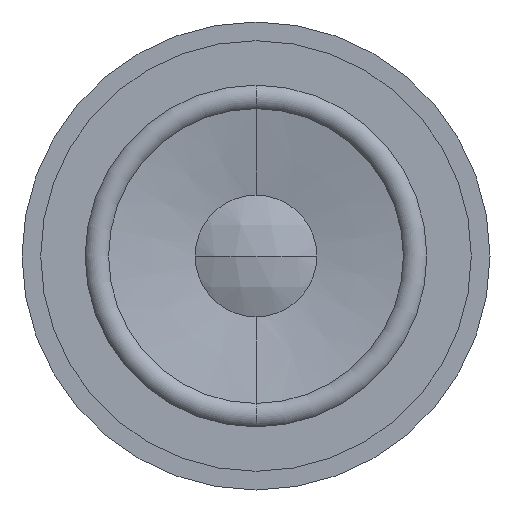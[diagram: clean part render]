
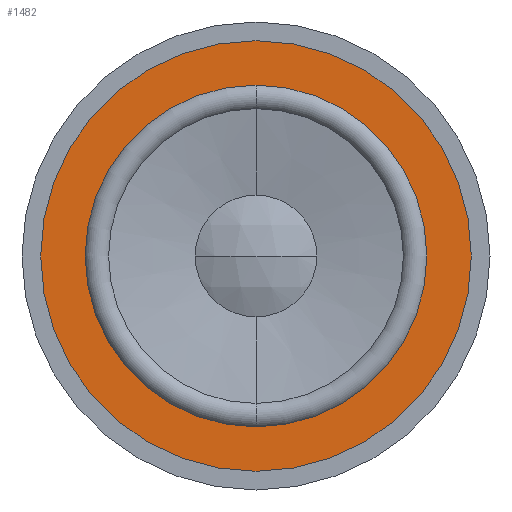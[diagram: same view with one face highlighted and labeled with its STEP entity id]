
A CAD part, front view. The second image highlights one B-rep face of the part: STEP entity #1482.
In plain terms, the highlighted planar face has unit normal (0, -1, 0).
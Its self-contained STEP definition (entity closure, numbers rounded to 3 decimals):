
#178 = EDGE_CURVE ( 'NONE', #7541, #6597, #1748, .T. ) ;
#392 = ORIENTED_EDGE ( 'NONE', *, *, #178, .T. ) ;
#1124 = CIRCLE ( 'NONE', #9095, 23. ) ;
#1482 = ADVANCED_FACE ( 'NONE', ( #8082, #4669 ), #8198, .T. ) ;
#1668 = ORIENTED_EDGE ( 'NONE', *, *, #8400, .F. ) ;
#1748 = CIRCLE ( 'NONE', #9898, 23. ) ;
#2301 = DIRECTION ( 'NONE',  ( 0., -1., 0. ) ) ;
#2311 = ORIENTED_EDGE ( 'NONE', *, *, #8962, .F. ) ;
#2467 = CARTESIAN_POINT ( 'NONE',  ( 0., 1.2, 0. ) ) ;
#2728 = CARTESIAN_POINT ( 'NONE',  ( 23., 1.2, 0. ) ) ;
#3236 = VERTEX_POINT ( 'NONE', #10637 ) ;
#3411 = DIRECTION ( 'NONE',  ( 0., 0., -1. ) ) ;
#3679 = DIRECTION ( 'NONE',  ( 0., -1., 0. ) ) ;
#4051 = VERTEX_POINT ( 'NONE', #8253 ) ;
#4669 = FACE_BOUND ( 'NONE', #10891, .T. ) ;
#4871 = DIRECTION ( 'NONE',  ( 0., 0., -1. ) ) ;
#5118 = CARTESIAN_POINT ( 'NONE',  ( 0., 1.2, 0. ) ) ;
#5308 = AXIS2_PLACEMENT_3D ( 'NONE', #8378, #3679, #7284 ) ;
#5723 = DIRECTION ( 'NONE',  ( 0., -1., 0. ) ) ;
#5914 = DIRECTION ( 'NONE',  ( 0., -1., 0. ) ) ;
#6000 = CARTESIAN_POINT ( 'NONE',  ( 0., 1.2, -23. ) ) ;
#6339 = DIRECTION ( 'NONE',  ( 0., -1., 0. ) ) ;
#6550 = CARTESIAN_POINT ( 'NONE',  ( 0., 1.2, 23. ) ) ;
#6597 = VERTEX_POINT ( 'NONE', #6000 ) ;
#6690 = ORIENTED_EDGE ( 'NONE', *, *, #7273, .T. ) ;
#7088 = EDGE_LOOP ( 'NONE', ( #6690, #392 ) ) ;
#7104 = DIRECTION ( 'NONE',  ( 0., 0., -1. ) ) ;
#7273 = EDGE_CURVE ( 'NONE', #6597, #7541, #1124, .T. ) ;
#7284 = DIRECTION ( 'NONE',  ( 0., 0., -1. ) ) ;
#7298 = CARTESIAN_POINT ( 'NONE',  ( 0., 1.2, 0. ) ) ;
#7541 = VERTEX_POINT ( 'NONE', #6550 ) ;
#8082 = FACE_OUTER_BOUND ( 'NONE', #7088, .T. ) ;
#8198 = PLANE ( 'NONE',  #9258 ) ;
#8253 = CARTESIAN_POINT ( 'NONE',  ( 0., 1.2, -18.25 ) ) ;
#8378 = CARTESIAN_POINT ( 'NONE',  ( 0., 1.2, 0. ) ) ;
#8400 = EDGE_CURVE ( 'NONE', #3236, #4051, #11033, .T. ) ;
#8962 = EDGE_CURVE ( 'NONE', #4051, #3236, #11039, .T. ) ;
#9095 = AXIS2_PLACEMENT_3D ( 'NONE', #5118, #2301, #3411 ) ;
#9258 = AXIS2_PLACEMENT_3D ( 'NONE', #2728, #6339, #7104 ) ;
#9898 = AXIS2_PLACEMENT_3D ( 'NONE', #7298, #5723, #10896 ) ;
#10637 = CARTESIAN_POINT ( 'NONE',  ( 0., 1.2, 18.25 ) ) ;
#10661 = AXIS2_PLACEMENT_3D ( 'NONE', #2467, #5914, #4871 ) ;
#10891 = EDGE_LOOP ( 'NONE', ( #2311, #1668 ) ) ;
#10896 = DIRECTION ( 'NONE',  ( 0., 0., -1. ) ) ;
#11033 = CIRCLE ( 'NONE', #10661, 18.25 ) ;
#11039 = CIRCLE ( 'NONE', #5308, 18.25 ) ;
